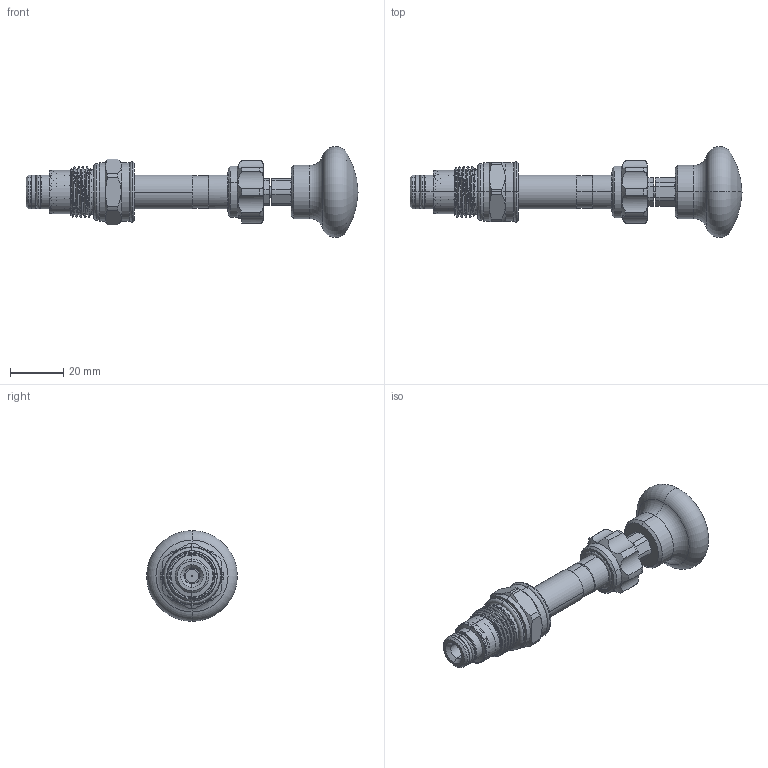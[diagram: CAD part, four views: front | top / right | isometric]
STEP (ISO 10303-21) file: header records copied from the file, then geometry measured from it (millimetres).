
FILE_DESCRIPTION (( 'STEP AP203' ), '1' );
FILE_NAME ('PEP08W2A-H0220.STEP', '2016-07-25T05:27:26', ( '' ), ( '' ), 'SwSTEP 2.0', 'SolidWorks 2012', '' );
FILE_SCHEMA (( 'CONFIG_CONTROL_DESIGN' ));
Length unit declared in the file: millimetre
Products named in the file (1): PEP08W2A-H0220
Bounding box: 124.45 x 33.99 x 33.99 mm (x, y, z)
Volume: 32430.9 mm3; surface area: 13287.6 mm2
Topology: 5 solids, 8 shells, 406 faces, 1083 edges, 690 vertices
Faces by surface type: cylinder 192, plane 95, cone 66, torus 38, bspline 15
Entity records: 21894 total; most frequent: CARTESIAN_POINT 12265, ORIENTED_EDGE 2162, DIRECTION 1889, EDGE_CURVE 1081, AXIS2_PLACEMENT_3D 789, VERTEX_POINT 690, EDGE_LOOP 433, ADVANCED_FACE 406
